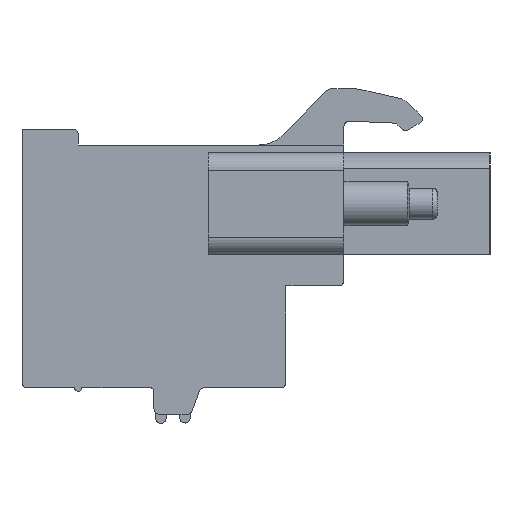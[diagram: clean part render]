
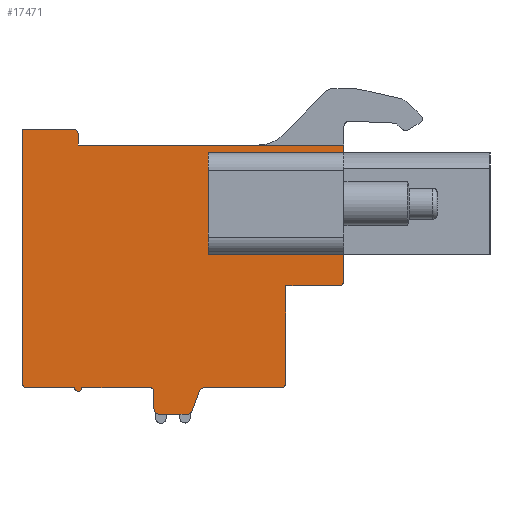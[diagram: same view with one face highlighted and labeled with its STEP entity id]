
A CAD part, left-side view. The second image highlights one B-rep face of the part: STEP entity #17471.
In plain terms, the highlighted planar face has unit normal (-1, 0, 0).
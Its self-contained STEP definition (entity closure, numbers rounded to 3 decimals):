
#3034=DIRECTION('',(0.,0.,1.));
#3035=VECTOR('',#3034,5.8);
#3036=CARTESIAN_POINT('',(-76.82,2.04,0.73));
#3037=LINE('',#3036,#3035);
#3086=DIRECTION('',(0.,0.,1.));
#3087=VECTOR('',#3086,5.8);
#3088=CARTESIAN_POINT('',(-76.82,-4.06,0.73));
#3089=LINE('',#3088,#3087);
#3090=DIRECTION('',(0.,1.,0.));
#3091=VECTOR('',#3090,6.1);
#3092=CARTESIAN_POINT('',(-76.82,-4.06,0.73));
#3093=LINE('',#3092,#3091);
#3094=DIRECTION('',(0.,1.,0.));
#3095=VECTOR('',#3094,6.1);
#3096=CARTESIAN_POINT('',(-76.82,-4.06,6.53));
#3097=LINE('',#3096,#3095);
#3098=CARTESIAN_POINT('',(-76.82,-5.36,-0.74));
#3099=DIRECTION('',(1.,0.,0.));
#3100=DIRECTION('',(0.,-1.,0.));
#3101=AXIS2_PLACEMENT_3D('',#3098,#3099,#3100);
#3103=DIRECTION('',(0.,-1.,0.));
#3104=VECTOR('',#3103,3.);
#3105=CARTESIAN_POINT('',(-76.82,-2.36,-1.04));
#3106=LINE('',#3105,#3104);
#3107=CARTESIAN_POINT('',(-76.82,-2.06,-6.54));
#3108=DIRECTION('',(1.,0.,0.));
#3109=DIRECTION('',(0.,-1.,0.));
#3110=AXIS2_PLACEMENT_3D('',#3107,#3108,#3109);
#3112=DIRECTION('',(0.,1.,0.));
#3113=VECTOR('',#3112,4.34);
#3114=CARTESIAN_POINT('',(-76.82,-2.06,-6.84));
#3115=LINE('',#3114,#3113);
#3116=CARTESIAN_POINT('',(-76.82,2.28,-7.14));
#3117=DIRECTION('',(-1.,0.,0.));
#3118=DIRECTION('',(0.,0.,1.));
#3119=AXIS2_PLACEMENT_3D('',#3116,#3117,#3118);
#3121=DIRECTION('',(0.,0.345,-0.939));
#3122=VECTOR('',#3121,1.179);
#3123=CARTESIAN_POINT('',(-76.82,2.562,-7.037));
#3124=LINE('',#3123,#3122);
#3125=CARTESIAN_POINT('',(-76.82,3.25,-8.04));
#3126=DIRECTION('',(1.,0.,0.));
#3127=DIRECTION('',(0.,-0.939,-0.345));
#3128=AXIS2_PLACEMENT_3D('',#3125,#3126,#3127);
#3130=DIRECTION('',(0.,1.,0.));
#3131=VECTOR('',#3130,1.59);
#3132=CARTESIAN_POINT('',(-76.82,3.25,-8.34));
#3133=LINE('',#3132,#3131);
#3134=CARTESIAN_POINT('',(-76.82,4.84,-8.04));
#3135=DIRECTION('',(1.,0.,0.));
#3136=DIRECTION('',(0.,0.,-1.));
#3137=AXIS2_PLACEMENT_3D('',#3134,#3135,#3136);
#3139=DIRECTION('',(0.,0.,1.));
#3140=VECTOR('',#3139,1.);
#3141=CARTESIAN_POINT('',(-76.82,5.14,-8.04));
#3142=LINE('',#3141,#3140);
#3143=CARTESIAN_POINT('',(-76.82,5.34,-7.04));
#3144=DIRECTION('',(-1.,0.,0.));
#3145=DIRECTION('',(0.,-1.,0.));
#3146=AXIS2_PLACEMENT_3D('',#3143,#3144,#3145);
#3148=DIRECTION('',(0.,1.,0.));
#3149=VECTOR('',#3148,3.9);
#3150=CARTESIAN_POINT('',(-76.82,5.34,-6.84));
#3151=LINE('',#3150,#3149);
#3152=CARTESIAN_POINT('',(-76.82,9.44,-6.84));
#3153=DIRECTION('',(1.,0.,0.));
#3154=DIRECTION('',(0.,-1.,0.));
#3155=AXIS2_PLACEMENT_3D('',#3152,#3153,#3154);
#3157=DIRECTION('',(0.,1.,0.));
#3158=VECTOR('',#3157,2.7);
#3159=CARTESIAN_POINT('',(-76.82,9.64,-6.84));
#3160=LINE('',#3159,#3158);
#3161=CARTESIAN_POINT('',(-76.82,12.34,-6.54));
#3162=DIRECTION('',(1.,0.,0.));
#3163=DIRECTION('',(0.,0.,-1.));
#3164=AXIS2_PLACEMENT_3D('',#3161,#3162,#3163);
#3166=DIRECTION('',(0.,0.,1.));
#3167=VECTOR('',#3166,14.4);
#3168=CARTESIAN_POINT('',(-76.82,12.64,-6.54));
#3169=LINE('',#3168,#3167);
#3170=DIRECTION('',(0.,-1.,0.));
#3171=VECTOR('',#3170,2.9);
#3172=CARTESIAN_POINT('',(-76.82,12.64,7.86));
#3173=LINE('',#3172,#3171);
#3174=CARTESIAN_POINT('',(-76.82,9.74,7.56));
#3175=DIRECTION('',(1.,0.,0.));
#3176=DIRECTION('',(0.,0.,1.));
#3177=AXIS2_PLACEMENT_3D('',#3174,#3175,#3176);
#3179=DIRECTION('',(0.,0.,-1.));
#3180=VECTOR('',#3179,0.6);
#3181=CARTESIAN_POINT('',(-76.82,9.44,7.56));
#3182=LINE('',#3181,#3180);
#3183=DIRECTION('',(0.,-1.,0.));
#3184=VECTOR('',#3183,15.1);
#3185=CARTESIAN_POINT('',(-76.82,9.44,6.96));
#3186=LINE('',#3185,#3184);
#3187=DIRECTION('',(0.,0.,-1.));
#3188=VECTOR('',#3187,7.7);
#3189=CARTESIAN_POINT('',(-76.82,-5.66,6.96));
#3190=LINE('',#3189,#3188);
#3203=DIRECTION('',(0.,0.,1.));
#3204=VECTOR('',#3203,5.5);
#3205=CARTESIAN_POINT('',(-76.82,-2.36,-6.54));
#3206=LINE('',#3205,#3204);
#9983=CARTESIAN_POINT('',(-76.82,9.44,6.96));
#9984=CARTESIAN_POINT('',(-76.82,-5.66,6.96));
#9985=VERTEX_POINT('',#9983);
#9986=VERTEX_POINT('',#9984);
#9987=CARTESIAN_POINT('',(-76.82,-2.36,-6.54));
#9988=CARTESIAN_POINT('',(-76.82,-2.06,-6.84));
#9989=VERTEX_POINT('',#9987);
#9990=VERTEX_POINT('',#9988);
#9991=CARTESIAN_POINT('',(-76.82,2.28,-6.84));
#9992=VERTEX_POINT('',#9991);
#9993=CARTESIAN_POINT('',(-76.82,2.562,-7.037));
#9994=VERTEX_POINT('',#9993);
#9995=CARTESIAN_POINT('',(-76.82,2.968,-8.143));
#9996=VERTEX_POINT('',#9995);
#9997=CARTESIAN_POINT('',(-76.82,3.25,-8.34));
#9998=VERTEX_POINT('',#9997);
#9999=CARTESIAN_POINT('',(-76.82,4.84,-8.34));
#10000=VERTEX_POINT('',#9999);
#10001=CARTESIAN_POINT('',(-76.82,5.14,-8.04));
#10002=VERTEX_POINT('',#10001);
#10003=CARTESIAN_POINT('',(-76.82,5.14,-7.04));
#10004=VERTEX_POINT('',#10003);
#10005=CARTESIAN_POINT('',(-76.82,5.34,-6.84));
#10006=VERTEX_POINT('',#10005);
#10007=CARTESIAN_POINT('',(-76.82,9.24,-6.84));
#10008=VERTEX_POINT('',#10007);
#10009=CARTESIAN_POINT('',(-76.82,9.64,-6.84));
#10010=VERTEX_POINT('',#10009);
#10011=CARTESIAN_POINT('',(-76.82,12.34,-6.84));
#10012=VERTEX_POINT('',#10011);
#10013=CARTESIAN_POINT('',(-76.82,12.64,-6.54));
#10014=VERTEX_POINT('',#10013);
#10015=CARTESIAN_POINT('',(-76.82,12.64,7.86));
#10016=VERTEX_POINT('',#10015);
#10017=CARTESIAN_POINT('',(-76.82,9.74,7.86));
#10018=VERTEX_POINT('',#10017);
#10019=CARTESIAN_POINT('',(-76.82,9.44,7.56));
#10020=VERTEX_POINT('',#10019);
#12761=CARTESIAN_POINT('',(-76.82,2.04,0.73));
#12762=CARTESIAN_POINT('',(-76.82,2.04,6.53));
#12763=VERTEX_POINT('',#12761);
#12764=VERTEX_POINT('',#12762);
#12797=CARTESIAN_POINT('',(-76.82,-4.06,0.73));
#12798=CARTESIAN_POINT('',(-76.82,-4.06,6.53));
#12799=VERTEX_POINT('',#12797);
#12800=VERTEX_POINT('',#12798);
#13043=CARTESIAN_POINT('',(-76.82,-5.66,-0.74));
#13044=VERTEX_POINT('',#13043);
#13045=CARTESIAN_POINT('',(-76.82,-2.36,-1.04));
#13046=VERTEX_POINT('',#13045);
#13047=CARTESIAN_POINT('',(-76.82,-5.36,-1.04));
#13048=VERTEX_POINT('',#13047);
#17415=CARTESIAN_POINT('',(-76.82,0.,0.));
#17416=DIRECTION('',(1.,0.,0.));
#17417=DIRECTION('',(0.,-1.,0.));
#17418=AXIS2_PLACEMENT_3D('',#17415,#17416,#17417);
#17419=PLANE('',#17418);
#17421=ORIENTED_EDGE('',*,*,#17420,.T.);
#17423=ORIENTED_EDGE('',*,*,#17422,.F.);
#17425=ORIENTED_EDGE('',*,*,#17424,.F.);
#17427=ORIENTED_EDGE('',*,*,#17426,.T.);
#17429=ORIENTED_EDGE('',*,*,#17428,.T.);
#17431=ORIENTED_EDGE('',*,*,#17430,.T.);
#17433=ORIENTED_EDGE('',*,*,#17432,.T.);
#17435=ORIENTED_EDGE('',*,*,#17434,.T.);
#17437=ORIENTED_EDGE('',*,*,#17436,.T.);
#17439=ORIENTED_EDGE('',*,*,#17438,.T.);
#17441=ORIENTED_EDGE('',*,*,#17440,.T.);
#17443=ORIENTED_EDGE('',*,*,#17442,.T.);
#17445=ORIENTED_EDGE('',*,*,#17444,.T.);
#17447=ORIENTED_EDGE('',*,*,#17446,.T.);
#17449=ORIENTED_EDGE('',*,*,#17448,.T.);
#17451=ORIENTED_EDGE('',*,*,#17450,.T.);
#17453=ORIENTED_EDGE('',*,*,#17452,.T.);
#17455=ORIENTED_EDGE('',*,*,#17454,.T.);
#17457=ORIENTED_EDGE('',*,*,#17456,.T.);
#17459=ORIENTED_EDGE('',*,*,#17458,.T.);
#17461=ORIENTED_EDGE('',*,*,#17460,.T.);
#17462=ORIENTED_EDGE('',*,*,#13242,.T.);
#17463=EDGE_LOOP('',(#17421,#17423,#17425,#17427,#17429,#17431,#17433,#17435,
#17437,#17439,#17441,#17443,#17445,#17447,#17449,#17451,#17453,#17455,#17457,
#17459,#17461,#17462));
#17464=FACE_OUTER_BOUND('',#17463,.F.);
#17465=ORIENTED_EDGE('',*,*,#17381,.F.);
#17466=ORIENTED_EDGE('',*,*,#17407,.T.);
#17467=ORIENTED_EDGE('',*,*,#17310,.T.);
#17468=ORIENTED_EDGE('',*,*,#17342,.F.);
#17469=EDGE_LOOP('',(#17465,#17466,#17467,#17468));
#17470=FACE_BOUND('',#17469,.F.);
#17471=ADVANCED_FACE('',(#17464,#17470),#17419,.F.);
#3102=CIRCLE('',#3101,0.3);
#3111=CIRCLE('',#3110,0.3);
#3120=CIRCLE('',#3119,0.3);
#3129=CIRCLE('',#3128,0.3);
#3138=CIRCLE('',#3137,0.3);
#3147=CIRCLE('',#3146,0.2);
#3156=CIRCLE('',#3155,0.2);
#3165=CIRCLE('',#3164,0.3);
#3178=CIRCLE('',#3177,0.3);
#13242=EDGE_CURVE('',#9986,#13044,#3190,.T.);
#17310=EDGE_CURVE('',#12800,#12764,#3097,.T.);
#17342=EDGE_CURVE('',#12763,#12764,#3037,.T.);
#17381=EDGE_CURVE('',#12799,#12763,#3093,.T.);
#17407=EDGE_CURVE('',#12799,#12800,#3089,.T.);
#17420=EDGE_CURVE('',#13044,#13048,#3102,.T.);
#17422=EDGE_CURVE('',#13046,#13048,#3106,.T.);
#17424=EDGE_CURVE('',#9989,#13046,#3206,.T.);
#17426=EDGE_CURVE('',#9989,#9990,#3111,.T.);
#17428=EDGE_CURVE('',#9990,#9992,#3115,.T.);
#17430=EDGE_CURVE('',#9992,#9994,#3120,.T.);
#17432=EDGE_CURVE('',#9994,#9996,#3124,.T.);
#17434=EDGE_CURVE('',#9996,#9998,#3129,.T.);
#17436=EDGE_CURVE('',#9998,#10000,#3133,.T.);
#17438=EDGE_CURVE('',#10000,#10002,#3138,.T.);
#17440=EDGE_CURVE('',#10002,#10004,#3142,.T.);
#17442=EDGE_CURVE('',#10004,#10006,#3147,.T.);
#17444=EDGE_CURVE('',#10006,#10008,#3151,.T.);
#17446=EDGE_CURVE('',#10008,#10010,#3156,.T.);
#17448=EDGE_CURVE('',#10010,#10012,#3160,.T.);
#17450=EDGE_CURVE('',#10012,#10014,#3165,.T.);
#17452=EDGE_CURVE('',#10014,#10016,#3169,.T.);
#17454=EDGE_CURVE('',#10016,#10018,#3173,.T.);
#17456=EDGE_CURVE('',#10018,#10020,#3178,.T.);
#17458=EDGE_CURVE('',#10020,#9985,#3182,.T.);
#17460=EDGE_CURVE('',#9985,#9986,#3186,.T.);
